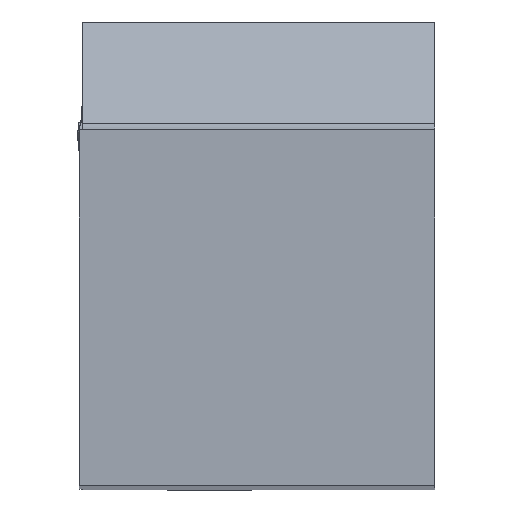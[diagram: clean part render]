
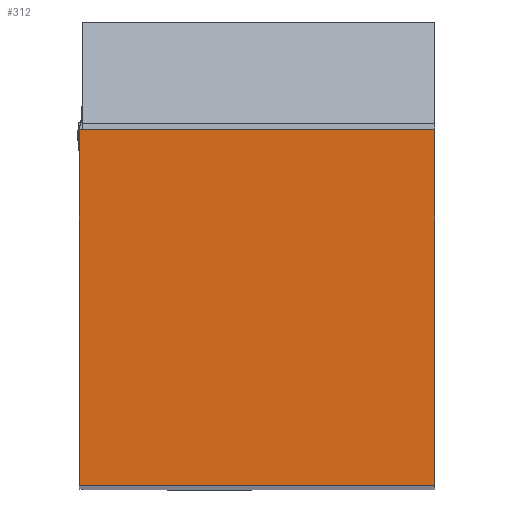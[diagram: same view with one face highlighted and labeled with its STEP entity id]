
A CAD part, top view. The second image highlights one B-rep face of the part: STEP entity #312.
In plain terms, the highlighted planar face has unit normal (0, 0, 1).
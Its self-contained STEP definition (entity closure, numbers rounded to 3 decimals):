
#312=ADVANCED_FACE('CU_BACK_SU1',(#473),#413,.F.);
#413=PLANE('',#2119);
#473=FACE_OUTER_BOUND('',#582,.T.);
#582=EDGE_LOOP('',(#825,#826,#827,#828));
#825=ORIENTED_EDGE('',*,*,#1463,.T.);
#826=ORIENTED_EDGE('',*,*,#1471,.T.);
#827=ORIENTED_EDGE('',*,*,#1522,.T.);
#828=ORIENTED_EDGE('',*,*,#1509,.F.);
#1275=VERTEX_POINT('',#2766);
#1276=VERTEX_POINT('',#2768);
#1282=VERTEX_POINT('',#2782);
#1309=VERTEX_POINT('',#2858);
#1463=EDGE_CURVE('',#1276,#1275,#1743,.T.);
#1471=EDGE_CURVE('',#1275,#1282,#1749,.T.);
#1509=EDGE_CURVE('',#1276,#1309,#1776,.T.);
#1522=EDGE_CURVE('',#1282,#1309,#1785,.T.);
#1743=LINE('',#2767,#1900);
#1749=LINE('',#2783,#1906);
#1776=LINE('',#2857,#1933);
#1785=LINE('',#2901,#1942);
#1900=VECTOR('',#2282,1.);
#1906=VECTOR('',#2294,1.);
#1933=VECTOR('',#2363,1.);
#1942=VECTOR('',#2398,1.);
#2119=AXIS2_PLACEMENT_3D('',#2902,#2399,#2400);
#2282=DIRECTION('',(1.,0.,0.));
#2294=DIRECTION('',(0.,1.,0.));
#2363=DIRECTION('',(0.,1.,0.));
#2398=DIRECTION('',(-1.,0.,0.));
#2399=DIRECTION('',(0.,0.,-1.));
#2400=DIRECTION('',(-1.,0.,0.));
#2766=CARTESIAN_POINT('',(0.,0.,0.));
#2767=CARTESIAN_POINT('',(22.795,0.,0.));
#2768=CARTESIAN_POINT('',(-15.9,0.,0.));
#2782=CARTESIAN_POINT('',(0.,15.9,0.));
#2783=CARTESIAN_POINT('',(0.,35.9,0.));
#2857=CARTESIAN_POINT('',(-15.9,35.9,0.));
#2858=CARTESIAN_POINT('',(-15.9,15.9,0.));
#2901=CARTESIAN_POINT('',(22.795,15.9,0.));
#2902=CARTESIAN_POINT('',(22.795,35.9,0.));
